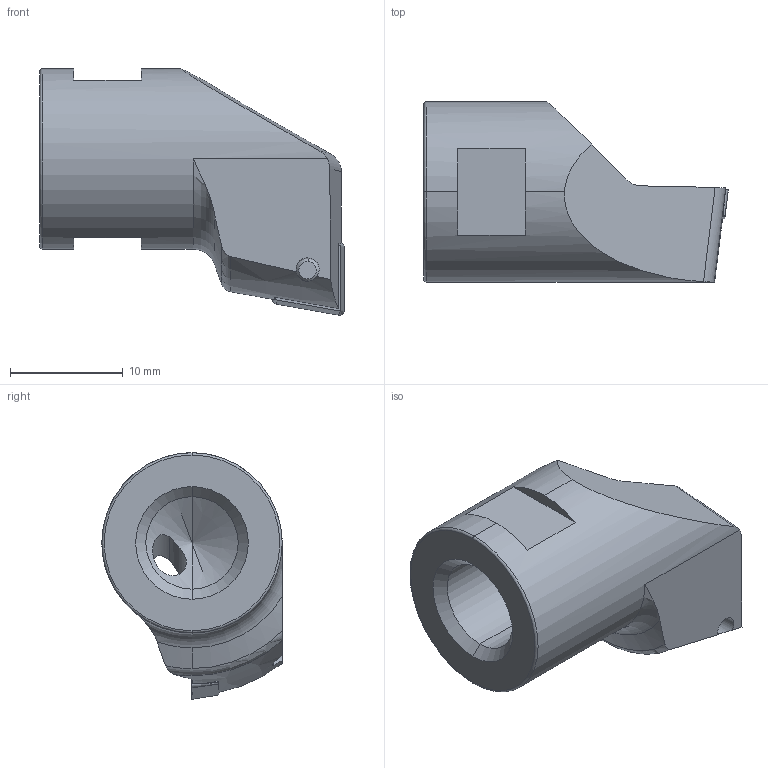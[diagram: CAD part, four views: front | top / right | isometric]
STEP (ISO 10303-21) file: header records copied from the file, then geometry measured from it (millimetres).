
FILE_DESCRIPTION (( 'STEP AP203' ), '1' );
FILE_NAME ('HS0-A28.K11.027.STEP', '2017-02-15T10:23:17', ( 'SWIAdmin' ), ( 'Hewlett-Packard Company' ), 'SwSTEP 2.0', 'SolidWorks 2015', '' );
FILE_SCHEMA (( 'CONFIG_CONTROL_DESIGN' ));
Length unit declared in the file: millimetre
Products named in the file (4): HS0-A28.K11.027; HS0-A28.K11.027_A; WCA-ER2.001.006_A; CCMT060204
Assembly tree (3 placements, depth 2):
  HS0-A28.K11.027
    HS0-A28.K11.027_A
    WCA-ER2.001.006_A
    CCMT060204
Bounding box: 27 x 16 x 21.88 mm (x, y, z)
Volume: 3509.9 mm3; surface area: 2258.1 mm2
Topology: 3 solids, 3 shells, 133 faces, 341 edges, 211 vertices
Faces by surface type: cylinder 40, plane 39, cone 28, torus 12, bspline 12, sphere 2
Entity records: 4774 total; most frequent: CARTESIAN_POINT 1296, ORIENTED_EDGE 674, DIRECTION 622, EDGE_CURVE 337, AXIS2_PLACEMENT_3D 245, VERTEX_POINT 211, EDGE_LOOP 140, ADVANCED_FACE 133
